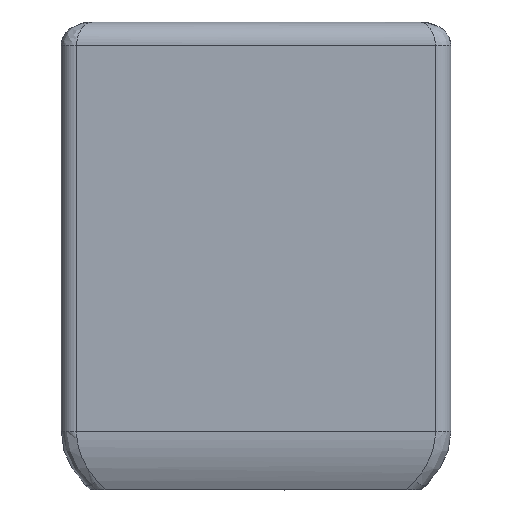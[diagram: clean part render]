
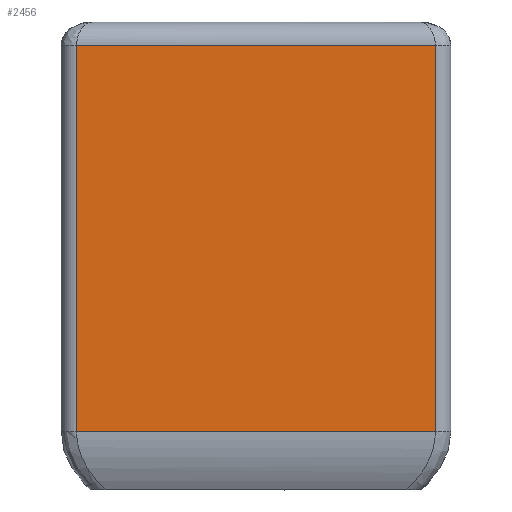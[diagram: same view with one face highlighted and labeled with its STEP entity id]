
A CAD part, left-side view. The second image highlights one B-rep face of the part: STEP entity #2456.
In plain terms, the highlighted planar face has unit normal (-1, 0, 0).
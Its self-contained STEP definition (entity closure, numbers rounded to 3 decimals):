
#28=PLANE('',#2599);
#130=FACE_OUTER_BOUND('',#221,.T.);
#221=EDGE_LOOP('',(#2095,#2096,#2097,#2098));
#619=LINE('',#24658,#693);
#633=LINE('',#24770,#707);
#634=LINE('',#24774,#708);
#635=LINE('',#24775,#709);
#693=VECTOR('',#2812,10.);
#707=VECTOR('',#2880,5.);
#708=VECTOR('',#2885,5.);
#709=VECTOR('',#2886,10.);
#1014=VERTEX_POINT('',#24458);
#1027=VERTEX_POINT('',#24615);
#1044=VERTEX_POINT('',#24769);
#1045=VERTEX_POINT('',#24773);
#1410=EDGE_CURVE('',#1027,#1014,#619,.T.);
#1439=EDGE_CURVE('',#1027,#1044,#633,.T.);
#1441=EDGE_CURVE('',#1014,#1045,#634,.T.);
#1442=EDGE_CURVE('',#1044,#1045,#635,.T.);
#2095=ORIENTED_EDGE('',*,*,#1410,.T.);
#2096=ORIENTED_EDGE('',*,*,#1441,.T.);
#2097=ORIENTED_EDGE('',*,*,#1442,.F.);
#2098=ORIENTED_EDGE('',*,*,#1439,.F.);
#2456=ADVANCED_FACE('',(#130),#28,.T.);
#2599=AXIS2_PLACEMENT_3D('',#24772,#2883,#2884);
#2812=DIRECTION('',(0.,-1.,0.));
#2880=DIRECTION('',(0.,0.,1.));
#2883=DIRECTION('center_axis',(-1.,0.,0.));
#2884=DIRECTION('ref_axis',(0.,0.,1.));
#2885=DIRECTION('',(0.,0.,1.));
#2886=DIRECTION('',(0.,-1.,0.));
#24458=CARTESIAN_POINT('',(-6.25,-5.75,529.266));
#24615=CARTESIAN_POINT('',(-6.25,5.75,529.266));
#24658=CARTESIAN_POINT('',(-6.25,-5.75,529.266));
#24769=CARTESIAN_POINT('',(-6.25,5.75,541.65));
#24770=CARTESIAN_POINT('',(-6.25,5.75,542.4));
#24772=CARTESIAN_POINT('Origin',(-6.25,-6.25,542.4));
#24773=CARTESIAN_POINT('',(-6.25,-5.75,541.65));
#24774=CARTESIAN_POINT('',(-6.25,-5.75,542.4));
#24775=CARTESIAN_POINT('',(-6.25,-3.125,541.65));
